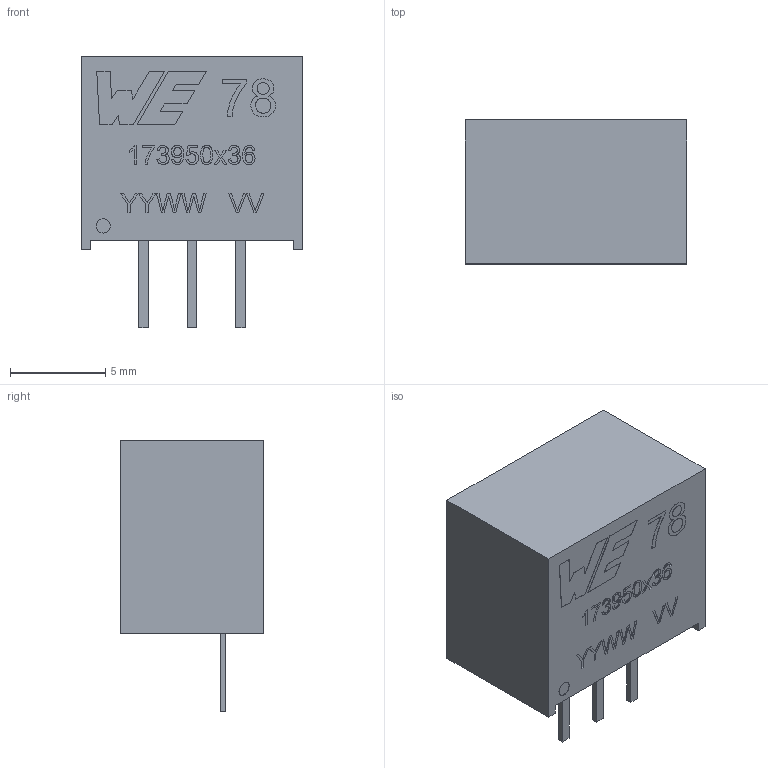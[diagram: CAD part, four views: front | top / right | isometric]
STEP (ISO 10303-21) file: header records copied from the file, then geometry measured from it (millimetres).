
FILE_DESCRIPTION(/* description */ ('Unknown'),/* implementation_level */ '2;1');
FILE_NAME(/* name */ '173950x36',/* time_stamp */ '2019-03-15T09:02:23+01:00',/* author */ ('Unknown'),/* organization */ ('Unknown'),/* preprocessor_version */ 'ST-DEVELOPER v16.7',/* originating_system */ 'DEX',/* authorisation */ $);
FILE_SCHEMA (('AUTOMOTIVE_DESIGN {1 0 10303 214 3 1 1}'));
Length unit declared in the file: millimetre
Products named in the file (1): 173950x36
Bounding box: 11.6 x 7.55 x 14.26 mm (x, y, z)
Volume: 851.7 mm3; surface area: 584.5 mm2
Topology: 1 solids, 1 shells, 204 faces, 522 edges, 348 vertices
Faces by surface type: plane 152, bspline 51, cylinder 1
Full cylindrical faces by diameter (mm): 0.75 x1
Entity records: 9224 total; most frequent: CARTESIAN_POINT 3491, ORIENTED_EDGE 1030, DIRECTION 569, EDGE_CURVE 515, VERTEX_POINT 348, LINE 257, VECTOR 257, B_SPLINE_CURVE_WITH_KNOTS 256
